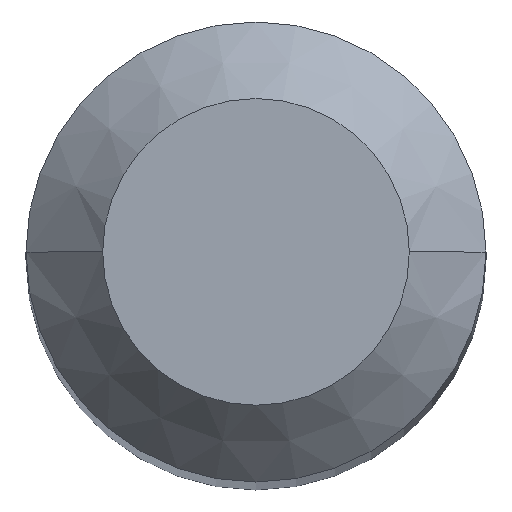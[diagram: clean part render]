
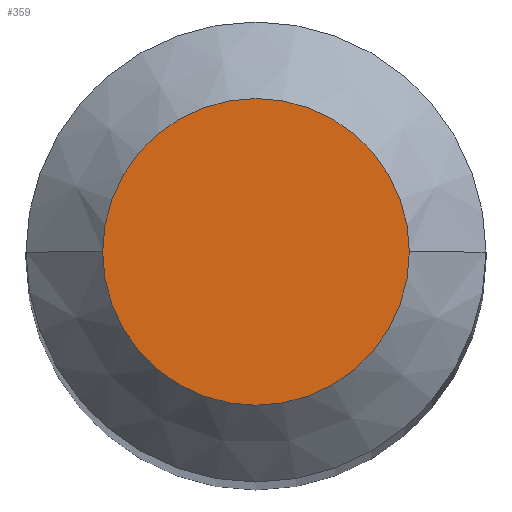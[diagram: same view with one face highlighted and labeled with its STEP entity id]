
A CAD part, top view. The second image highlights one B-rep face of the part: STEP entity #359.
In plain terms, the highlighted planar face has unit normal (0, 0, 1).
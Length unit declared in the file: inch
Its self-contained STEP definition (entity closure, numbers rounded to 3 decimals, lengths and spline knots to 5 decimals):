
#1 = DIRECTION ( 'NONE',  ( 1., 0., 0. ) ) ;
#28 = CARTESIAN_POINT ( 'NONE',  ( 0.0625, 0., 0. ) ) ;
#43 = DIRECTION ( 'NONE',  ( 1., 0., 0. ) ) ;
#46 = PLANE ( 'NONE',  #72 ) ;
#67 = CARTESIAN_POINT ( 'NONE',  ( 0., 0., 0. ) ) ;
#72 = AXIS2_PLACEMENT_3D ( 'NONE', #78, #261, #170 ) ;
#73 = VERTEX_POINT ( 'NONE', #28 ) ;
#78 = CARTESIAN_POINT ( 'NONE',  ( 0., 0., 0. ) ) ;
#110 = CIRCLE ( 'NONE', #356, 0.0625 ) ;
#134 = ORIENTED_EDGE ( 'NONE', *, *, #172, .T. ) ;
#140 = DIRECTION ( 'NONE',  ( 0., 0., 1. ) ) ;
#170 = DIRECTION ( 'NONE',  ( -1., 0., 0. ) ) ;
#172 = EDGE_CURVE ( 'NONE', #180, #73, #344, .T. ) ;
#180 = VERTEX_POINT ( 'NONE', #317 ) ;
#185 = EDGE_LOOP ( 'NONE', ( #134, #363 ) ) ;
#203 = AXIS2_PLACEMENT_3D ( 'NONE', #343, #376, #1 ) ;
#261 = DIRECTION ( 'NONE',  ( 0., 0., -1. ) ) ;
#287 = EDGE_CURVE ( 'NONE', #73, #180, #110, .T. ) ;
#291 = FACE_OUTER_BOUND ( 'NONE', #185, .T. ) ;
#317 = CARTESIAN_POINT ( 'NONE',  ( -0.0625, 0., 0. ) ) ;
#343 = CARTESIAN_POINT ( 'NONE',  ( 0., 0., 0. ) ) ;
#344 = CIRCLE ( 'NONE', #203, 0.0625 ) ;
#356 = AXIS2_PLACEMENT_3D ( 'NONE', #67, #140, #43 ) ;
#359 = ADVANCED_FACE ( 'NONE', ( #291 ), #46, .F. ) ;
#363 = ORIENTED_EDGE ( 'NONE', *, *, #287, .T. ) ;
#376 = DIRECTION ( 'NONE',  ( 0., 0., 1. ) ) ;
